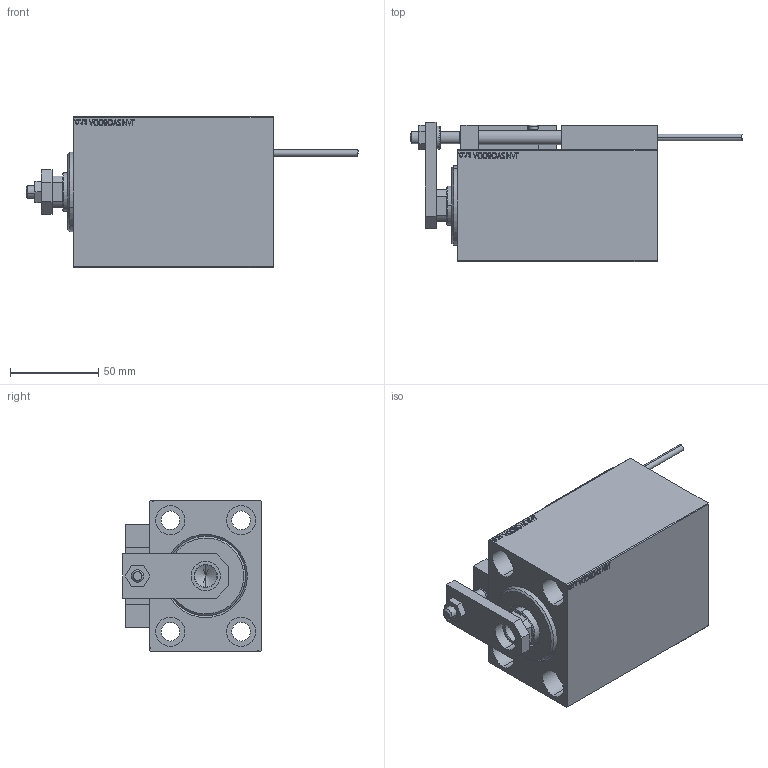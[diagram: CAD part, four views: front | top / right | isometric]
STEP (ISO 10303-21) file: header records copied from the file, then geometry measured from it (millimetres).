
FILE_DESCRIPTION (( 'STEP AP203' ), '1' );
FILE_NAME ('aed8.STEP', '2024-02-11T13:44:22', ( '' ), ( '' ), 'SwSTEP 2.0', 'SolidWorks 2019', '' );
FILE_SCHEMA (( 'CONFIG_CONTROL_DESIGN' ));
Length unit declared in the file: millimetre
Products named in the file (15): MAGNET c3e307c51a724e3546cb447f50252e39; SWITCH DIM B,W c3e307c51a724e3546cb447f50252e39; ALLEN BOLT D8 c3e307c51a724e3546cb447f50252e39; SWITCH X c3e307c51a724e3546cb447f50252e39; TYC_L79 c3e307c51a724e3546cb447f50252e39; V450CM_C_Body c3e307c51a724e3546cb447f50252e39; Block c3e307c51a724e3546cb447f50252e39; ALLEN BOLT D5 c3e307c51a724e3546cb447f50252e39; ZARAZKA c3e307c51a724e3546cb447f50252e39; NUT_D12 c3e307c51a724e3546cb447f50252e39; V450CM_C_VCP c3e307c51a724e3546cb447f50252e39; SWITCH_X_FRONT_BACK c3e307c51a724e3546cb447f50252e39; aed8; V450CM_VC_B c3e307c51a724e3546cb447f50252e39; KONCOVKA c3e307c51a724e3546cb447f50252e39
Assembly tree (24 placements, depth 3):
  aed8
    V450CM_C_Body c3e307c51a724e3546cb447f50252e39
    SWITCH X c3e307c51a724e3546cb447f50252e39
      SWITCH_X_FRONT_BACK c3e307c51a724e3546cb447f50252e39  x2
      TYC_L79 c3e307c51a724e3546cb447f50252e39
      Block c3e307c51a724e3546cb447f50252e39  x2
      ALLEN BOLT D5 c3e307c51a724e3546cb447f50252e39  x4
      ALLEN BOLT D8 c3e307c51a724e3546cb447f50252e39  x4
      MAGNET c3e307c51a724e3546cb447f50252e39  x2
      KONCOVKA c3e307c51a724e3546cb447f50252e39  x2
    NUT_D12 c3e307c51a724e3546cb447f50252e39
    SWITCH DIM B,W c3e307c51a724e3546cb447f50252e39
    ZARAZKA c3e307c51a724e3546cb447f50252e39
    V450CM_C_VCP c3e307c51a724e3546cb447f50252e39
    V450CM_VC_B c3e307c51a724e3546cb447f50252e39
Bounding box: 187.7 x 78.5 x 85 mm (x, y, z)
Volume: 561920.1 mm3; surface area: 118016 mm2
Topology: 23 solids, 23 shells, 1282 faces, 3070 edges, 1963 vertices
Faces by surface type: plane 560, bspline 380, cylinder 188, cone 106, torus 44, sphere 4
Entity records: 50297 total; most frequent: CARTESIAN_POINT 26020, ORIENTED_EDGE 5160, DIRECTION 3460, EDGE_CURVE 2580, VERTEX_POINT 1687, VECTOR 1486, LINE 1486, EDGE_LOOP 1193
